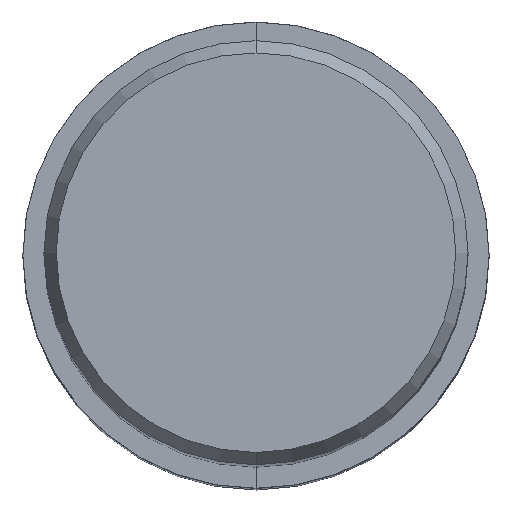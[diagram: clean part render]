
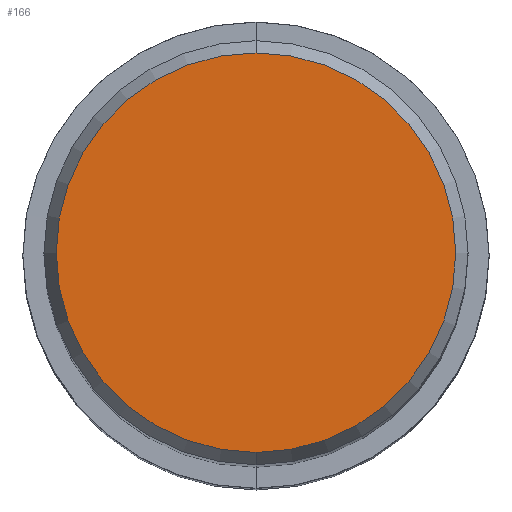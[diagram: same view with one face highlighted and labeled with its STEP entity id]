
A CAD part, top view. The second image highlights one B-rep face of the part: STEP entity #166.
In plain terms, the highlighted planar face has unit normal (0, 0, 1).
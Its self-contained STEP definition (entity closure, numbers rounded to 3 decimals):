
#114=EDGE_CURVE('',#142,#172,#231,.T.);
#142=VERTEX_POINT('',#265);
#152=EDGE_CURVE('',#172,#142,#276,.T.);
#166=ADVANCED_FACE('',(#291),#292,.T.);
#172=VERTEX_POINT('',#298);
#231=CIRCLE('',#364,7.479);
#265=CARTESIAN_POINT('',(0.0,7.479,0.01));
#276=CIRCLE('',#417,7.479);
#291=FACE_OUTER_BOUND('',#435,.T.);
#292=PLANE('',#436);
#298=CARTESIAN_POINT('',(0.,-7.479,0.01));
#364=AXIS2_PLACEMENT_3D('',#492,#493,#494);
#417=AXIS2_PLACEMENT_3D('',#560,#561,#562);
#435=EDGE_LOOP('',(#573,#574));
#436=AXIS2_PLACEMENT_3D('',#575,#576,#577);
#492=CARTESIAN_POINT('',(0.0,0.0,0.01));
#493=DIRECTION('',(0.0,0.0,-1.0));
#494=DIRECTION('',(0.0,1.0,0.0));
#560=CARTESIAN_POINT('',(0.0,0.0,0.01));
#561=DIRECTION('',(0.0,0.0,-1.0));
#562=DIRECTION('',(0.0,1.0,0.0));
#573=ORIENTED_EDGE('',*,*,#114,.F.);
#574=ORIENTED_EDGE('',*,*,#152,.F.);
#575=CARTESIAN_POINT('',(0.0,3.74,0.01));
#576=DIRECTION('',(-0.0,0.0,1.0));
#577=DIRECTION('',(0.0,-1.0,0.0));
